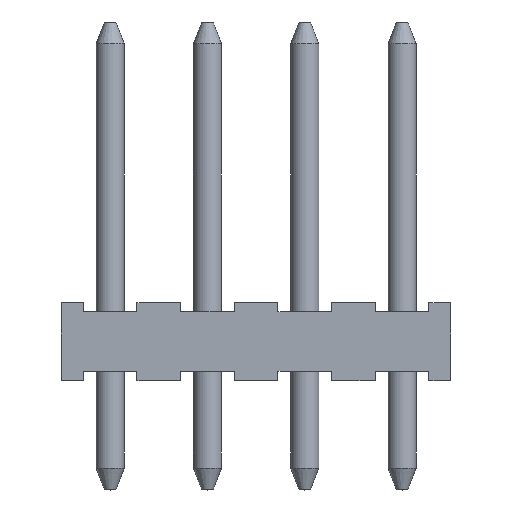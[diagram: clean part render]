
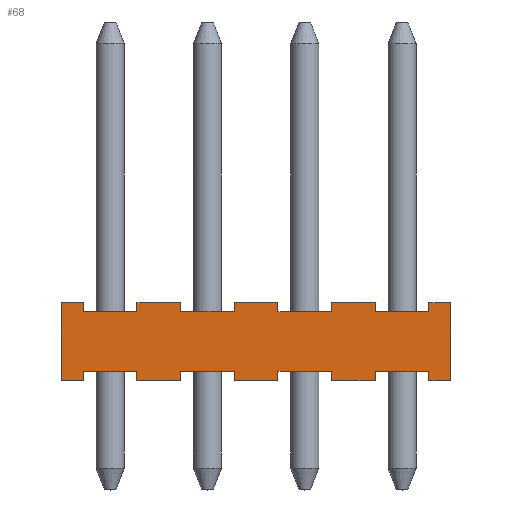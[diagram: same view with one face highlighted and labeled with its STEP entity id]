
A CAD part, top view. The second image highlights one B-rep face of the part: STEP entity #68.
In plain terms, the highlighted planar face has unit normal (0, 0, 1).
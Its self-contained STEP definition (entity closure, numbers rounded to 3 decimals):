
#68=ADVANCED_FACE('',(#235),#236,.T.);
#235=FACE_OUTER_BOUND('',#565,.T.);
#236=PLANE('',#566);
#565=EDGE_LOOP('',(#949,#950,#951,#952,#953,#954,#955,#956,#957,#958,#959,#960,#961,#962,#963,#964,#965,#966,#967,#968,#969,#970,#971,#972,#973,#974,#975,#976,#977,#978,#979,#980,#981,#982,#983,#984));
#566=AXIS2_PLACEMENT_3D('',#985,#986,#987);
#949=ORIENTED_EDGE('',*,*,#2098,.F.);
#950=ORIENTED_EDGE('',*,*,#2109,.F.);
#951=ORIENTED_EDGE('',*,*,#2110,.T.);
#952=ORIENTED_EDGE('',*,*,#2111,.T.);
#953=ORIENTED_EDGE('',*,*,#2112,.F.);
#954=ORIENTED_EDGE('',*,*,#2113,.F.);
#955=ORIENTED_EDGE('',*,*,#2114,.T.);
#956=ORIENTED_EDGE('',*,*,#2115,.T.);
#957=ORIENTED_EDGE('',*,*,#2116,.F.);
#958=ORIENTED_EDGE('',*,*,#2117,.F.);
#959=ORIENTED_EDGE('',*,*,#2118,.T.);
#960=ORIENTED_EDGE('',*,*,#2119,.T.);
#961=ORIENTED_EDGE('',*,*,#2120,.F.);
#962=ORIENTED_EDGE('',*,*,#2121,.F.);
#963=ORIENTED_EDGE('',*,*,#2122,.T.);
#964=ORIENTED_EDGE('',*,*,#2123,.T.);
#965=ORIENTED_EDGE('',*,*,#2124,.T.);
#966=ORIENTED_EDGE('',*,*,#2125,.T.);
#967=ORIENTED_EDGE('',*,*,#2126,.F.);
#968=ORIENTED_EDGE('',*,*,#2127,.F.);
#969=ORIENTED_EDGE('',*,*,#2128,.T.);
#970=ORIENTED_EDGE('',*,*,#2129,.T.);
#971=ORIENTED_EDGE('',*,*,#2130,.F.);
#972=ORIENTED_EDGE('',*,*,#2131,.F.);
#973=ORIENTED_EDGE('',*,*,#2132,.T.);
#974=ORIENTED_EDGE('',*,*,#2133,.T.);
#975=ORIENTED_EDGE('',*,*,#2134,.F.);
#976=ORIENTED_EDGE('',*,*,#2135,.F.);
#977=ORIENTED_EDGE('',*,*,#2136,.T.);
#978=ORIENTED_EDGE('',*,*,#2137,.T.);
#979=ORIENTED_EDGE('',*,*,#2138,.F.);
#980=ORIENTED_EDGE('',*,*,#2139,.F.);
#981=ORIENTED_EDGE('',*,*,#2140,.T.);
#982=ORIENTED_EDGE('',*,*,#2141,.T.);
#983=ORIENTED_EDGE('',*,*,#2142,.T.);
#984=ORIENTED_EDGE('',*,*,#2094,.T.);
#985=CARTESIAN_POINT('',(0.0,0.0,3.45));
#986=DIRECTION('',(0.0,0.0,1.0));
#987=DIRECTION('',(1.0,0.0,0.0));
#2094=EDGE_CURVE('',#2514,#2515,#2516,.T.);
#2098=EDGE_CURVE('',#2519,#2515,#2521,.T.);
#2109=EDGE_CURVE('',#2542,#2519,#2543,.T.);
#2110=EDGE_CURVE('',#2542,#2544,#2545,.T.);
#2111=EDGE_CURVE('',#2544,#2546,#2547,.T.);
#2112=EDGE_CURVE('',#2548,#2546,#2549,.T.);
#2113=EDGE_CURVE('',#2550,#2548,#2551,.T.);
#2114=EDGE_CURVE('',#2550,#2552,#2553,.T.);
#2115=EDGE_CURVE('',#2552,#2554,#2555,.T.);
#2116=EDGE_CURVE('',#2556,#2554,#2557,.T.);
#2117=EDGE_CURVE('',#2558,#2556,#2559,.T.);
#2118=EDGE_CURVE('',#2558,#2560,#2561,.T.);
#2119=EDGE_CURVE('',#2560,#2562,#2563,.T.);
#2120=EDGE_CURVE('',#2564,#2562,#2565,.T.);
#2121=EDGE_CURVE('',#2566,#2564,#2567,.T.);
#2122=EDGE_CURVE('',#2566,#2568,#2569,.T.);
#2123=EDGE_CURVE('',#2568,#2570,#2571,.T.);
#2124=EDGE_CURVE('',#2570,#2572,#2573,.T.);
#2125=EDGE_CURVE('',#2572,#2574,#2575,.T.);
#2126=EDGE_CURVE('',#2576,#2574,#2577,.T.);
#2127=EDGE_CURVE('',#2578,#2576,#2579,.T.);
#2128=EDGE_CURVE('',#2578,#2580,#2581,.T.);
#2129=EDGE_CURVE('',#2580,#2582,#2583,.T.);
#2130=EDGE_CURVE('',#2584,#2582,#2585,.T.);
#2131=EDGE_CURVE('',#2586,#2584,#2587,.T.);
#2132=EDGE_CURVE('',#2586,#2588,#2589,.T.);
#2133=EDGE_CURVE('',#2588,#2590,#2591,.T.);
#2134=EDGE_CURVE('',#2592,#2590,#2593,.T.);
#2135=EDGE_CURVE('',#2594,#2592,#2595,.T.);
#2136=EDGE_CURVE('',#2594,#2596,#2597,.T.);
#2137=EDGE_CURVE('',#2596,#2598,#2599,.T.);
#2138=EDGE_CURVE('',#2600,#2598,#2601,.T.);
#2139=EDGE_CURVE('',#2602,#2600,#2603,.T.);
#2140=EDGE_CURVE('',#2602,#2604,#2605,.T.);
#2141=EDGE_CURVE('',#2604,#2606,#2607,.T.);
#2142=EDGE_CURVE('',#2606,#2514,#2608,.T.);
#2514=VERTEX_POINT('',#3138);
#2515=VERTEX_POINT('',#3139);
#2516=LINE('',#3140,#3141);
#2519=VERTEX_POINT('',#3146);
#2521=LINE('',#3149,#3150);
#2542=VERTEX_POINT('',#3179);
#2543=LINE('',#3180,#3181);
#2544=VERTEX_POINT('',#3182);
#2545=LINE('',#3183,#3184);
#2546=VERTEX_POINT('',#3185);
#2547=LINE('',#3186,#3187);
#2548=VERTEX_POINT('',#3188);
#2549=LINE('',#3189,#3190);
#2550=VERTEX_POINT('',#3191);
#2551=LINE('',#3192,#3193);
#2552=VERTEX_POINT('',#3194);
#2553=LINE('',#3195,#3196);
#2554=VERTEX_POINT('',#3197);
#2555=LINE('',#3198,#3199);
#2556=VERTEX_POINT('',#3200);
#2557=LINE('',#3201,#3202);
#2558=VERTEX_POINT('',#3203);
#2559=LINE('',#3204,#3205);
#2560=VERTEX_POINT('',#3206);
#2561=LINE('',#3207,#3208);
#2562=VERTEX_POINT('',#3209);
#2563=LINE('',#3210,#3211);
#2564=VERTEX_POINT('',#3212);
#2565=LINE('',#3213,#3214);
#2566=VERTEX_POINT('',#3215);
#2567=LINE('',#3216,#3217);
#2568=VERTEX_POINT('',#3218);
#2569=LINE('',#3219,#3220);
#2570=VERTEX_POINT('',#3221);
#2571=LINE('',#3222,#3223);
#2572=VERTEX_POINT('',#3224);
#2573=LINE('',#3225,#3226);
#2574=VERTEX_POINT('',#3227);
#2575=LINE('',#3228,#3229);
#2576=VERTEX_POINT('',#3230);
#2577=LINE('',#3231,#3232);
#2578=VERTEX_POINT('',#3233);
#2579=LINE('',#3234,#3235);
#2580=VERTEX_POINT('',#3236);
#2581=LINE('',#3237,#3238);
#2582=VERTEX_POINT('',#3239);
#2583=LINE('',#3240,#3241);
#2584=VERTEX_POINT('',#3242);
#2585=LINE('',#3243,#3244);
#2586=VERTEX_POINT('',#3245);
#2587=LINE('',#3246,#3247);
#2588=VERTEX_POINT('',#3248);
#2589=LINE('',#3249,#3250);
#2590=VERTEX_POINT('',#3251);
#2591=LINE('',#3252,#3253);
#2592=VERTEX_POINT('',#3254);
#2593=LINE('',#3255,#3256);
#2594=VERTEX_POINT('',#3257);
#2595=LINE('',#3258,#3259);
#2596=VERTEX_POINT('',#3260);
#2597=LINE('',#3261,#3262);
#2598=VERTEX_POINT('',#3263);
#2599=LINE('',#3264,#3265);
#2600=VERTEX_POINT('',#3266);
#2601=LINE('',#3267,#3268);
#2602=VERTEX_POINT('',#3269);
#2603=LINE('',#3270,#3271);
#2604=VERTEX_POINT('',#3272);
#2605=LINE('',#3273,#3274);
#2606=VERTEX_POINT('',#3275);
#2607=LINE('',#3276,#3277);
#2608=LINE('',#3278,#3279);
#3138=CARTESIAN_POINT('',(-7.025,-1.585,3.45));
#3139=CARTESIAN_POINT('',(-7.025,-1.205,3.45));
#3140=CARTESIAN_POINT('',(-7.025,-1.585,3.45));
#3141=VECTOR('',#3962,0.38);
#3146=CARTESIAN_POINT('',(-4.845,-1.205,3.45));
#3149=CARTESIAN_POINT('',(-4.845,-1.205,3.45));
#3150=VECTOR('',#3966,2.18);
#3179=CARTESIAN_POINT('',(-4.845,-1.585,3.45));
#3180=CARTESIAN_POINT('',(-4.845,-1.585,3.45));
#3181=VECTOR('',#3981,0.38);
#3182=CARTESIAN_POINT('',(-3.065,-1.585,3.45));
#3183=CARTESIAN_POINT('',(-4.845,-1.585,3.45));
#3184=VECTOR('',#3982,1.78);
#3185=CARTESIAN_POINT('',(-3.065,-1.205,3.45));
#3186=CARTESIAN_POINT('',(-3.065,-1.585,3.45));
#3187=VECTOR('',#3983,0.38);
#3188=CARTESIAN_POINT('',(-0.885,-1.205,3.45));
#3189=CARTESIAN_POINT('',(-0.885,-1.205,3.45));
#3190=VECTOR('',#3984,2.18);
#3191=CARTESIAN_POINT('',(-0.885,-1.585,3.45));
#3192=CARTESIAN_POINT('',(-0.885,-1.585,3.45));
#3193=VECTOR('',#3985,0.38);
#3194=CARTESIAN_POINT('',(0.895,-1.585,3.45));
#3195=CARTESIAN_POINT('',(-0.885,-1.585,3.45));
#3196=VECTOR('',#3986,1.78);
#3197=CARTESIAN_POINT('',(0.895,-1.205,3.45));
#3198=CARTESIAN_POINT('',(0.895,-1.585,3.45));
#3199=VECTOR('',#3987,0.38);
#3200=CARTESIAN_POINT('',(3.075,-1.205,3.45));
#3201=CARTESIAN_POINT('',(3.075,-1.205,3.45));
#3202=VECTOR('',#3988,2.18);
#3203=CARTESIAN_POINT('',(3.075,-1.585,3.45));
#3204=CARTESIAN_POINT('',(3.075,-1.585,3.45));
#3205=VECTOR('',#3989,0.38);
#3206=CARTESIAN_POINT('',(4.855,-1.585,3.45));
#3207=CARTESIAN_POINT('',(3.075,-1.585,3.45));
#3208=VECTOR('',#3990,1.78);
#3209=CARTESIAN_POINT('',(4.855,-1.205,3.45));
#3210=CARTESIAN_POINT('',(4.855,-1.585,3.45));
#3211=VECTOR('',#3991,0.38);
#3212=CARTESIAN_POINT('',(7.035,-1.205,3.45));
#3213=CARTESIAN_POINT('',(7.035,-1.205,3.45));
#3214=VECTOR('',#3992,2.18);
#3215=CARTESIAN_POINT('',(7.035,-1.585,3.45));
#3216=CARTESIAN_POINT('',(7.035,-1.585,3.45));
#3217=VECTOR('',#3993,0.38);
#3218=CARTESIAN_POINT('',(7.925,-1.585,3.45));
#3219=CARTESIAN_POINT('',(7.035,-1.585,3.45));
#3220=VECTOR('',#3994,0.89);
#3221=CARTESIAN_POINT('',(7.925,1.585,3.45));
#3222=CARTESIAN_POINT('',(7.925,-1.585,3.45));
#3223=VECTOR('',#3995,3.17);
#3224=CARTESIAN_POINT('',(7.035,1.585,3.45));
#3225=CARTESIAN_POINT('',(7.925,1.585,3.45));
#3226=VECTOR('',#3996,0.89);
#3227=CARTESIAN_POINT('',(7.035,1.205,3.45));
#3228=CARTESIAN_POINT('',(7.035,1.585,3.45));
#3229=VECTOR('',#3997,0.38);
#3230=CARTESIAN_POINT('',(4.855,1.205,3.45));
#3231=CARTESIAN_POINT('',(4.855,1.205,3.45));
#3232=VECTOR('',#3998,2.18);
#3233=CARTESIAN_POINT('',(4.855,1.585,3.45));
#3234=CARTESIAN_POINT('',(4.855,1.585,3.45));
#3235=VECTOR('',#3999,0.38);
#3236=CARTESIAN_POINT('',(3.075,1.585,3.45));
#3237=CARTESIAN_POINT('',(4.855,1.585,3.45));
#3238=VECTOR('',#4000,1.78);
#3239=CARTESIAN_POINT('',(3.075,1.205,3.45));
#3240=CARTESIAN_POINT('',(3.075,1.585,3.45));
#3241=VECTOR('',#4001,0.38);
#3242=CARTESIAN_POINT('',(0.895,1.205,3.45));
#3243=CARTESIAN_POINT('',(0.895,1.205,3.45));
#3244=VECTOR('',#4002,2.18);
#3245=CARTESIAN_POINT('',(0.895,1.585,3.45));
#3246=CARTESIAN_POINT('',(0.895,1.585,3.45));
#3247=VECTOR('',#4003,0.38);
#3248=CARTESIAN_POINT('',(-0.885,1.585,3.45));
#3249=CARTESIAN_POINT('',(0.895,1.585,3.45));
#3250=VECTOR('',#4004,1.78);
#3251=CARTESIAN_POINT('',(-0.885,1.205,3.45));
#3252=CARTESIAN_POINT('',(-0.885,1.585,3.45));
#3253=VECTOR('',#4005,0.38);
#3254=CARTESIAN_POINT('',(-3.065,1.205,3.45));
#3255=CARTESIAN_POINT('',(-3.065,1.205,3.45));
#3256=VECTOR('',#4006,2.18);
#3257=CARTESIAN_POINT('',(-3.065,1.585,3.45));
#3258=CARTESIAN_POINT('',(-3.065,1.585,3.45));
#3259=VECTOR('',#4007,0.38);
#3260=CARTESIAN_POINT('',(-4.845,1.585,3.45));
#3261=CARTESIAN_POINT('',(-3.065,1.585,3.45));
#3262=VECTOR('',#4008,1.78);
#3263=CARTESIAN_POINT('',(-4.845,1.205,3.45));
#3264=CARTESIAN_POINT('',(-4.845,1.585,3.45));
#3265=VECTOR('',#4009,0.38);
#3266=CARTESIAN_POINT('',(-7.025,1.205,3.45));
#3267=CARTESIAN_POINT('',(-7.025,1.205,3.45));
#3268=VECTOR('',#4010,2.18);
#3269=CARTESIAN_POINT('',(-7.025,1.585,3.45));
#3270=CARTESIAN_POINT('',(-7.025,1.585,3.45));
#3271=VECTOR('',#4011,0.38);
#3272=CARTESIAN_POINT('',(-7.925,1.585,3.45));
#3273=CARTESIAN_POINT('',(-7.025,1.585,3.45));
#3274=VECTOR('',#4012,0.9);
#3275=CARTESIAN_POINT('',(-7.925,-1.585,3.45));
#3276=CARTESIAN_POINT('',(-7.925,1.585,3.45));
#3277=VECTOR('',#4013,3.17);
#3278=CARTESIAN_POINT('',(-7.925,-1.585,3.45));
#3279=VECTOR('',#4014,0.9);
#3962=DIRECTION('',(0.0,1.0,0.0));
#3966=DIRECTION('',(-1.0,0.0,0.0));
#3981=DIRECTION('',(0.0,1.0,0.0));
#3982=DIRECTION('',(1.0,0.0,0.0));
#3983=DIRECTION('',(0.0,1.0,0.0));
#3984=DIRECTION('',(-1.0,0.0,0.0));
#3985=DIRECTION('',(0.0,1.0,0.0));
#3986=DIRECTION('',(1.0,0.0,0.0));
#3987=DIRECTION('',(0.0,1.0,0.0));
#3988=DIRECTION('',(-1.0,0.0,0.0));
#3989=DIRECTION('',(0.0,1.0,0.0));
#3990=DIRECTION('',(1.0,0.0,0.0));
#3991=DIRECTION('',(0.0,1.0,0.0));
#3992=DIRECTION('',(-1.0,0.0,0.0));
#3993=DIRECTION('',(0.0,1.0,0.0));
#3994=DIRECTION('',(1.0,0.0,0.0));
#3995=DIRECTION('',(0.0,1.0,0.0));
#3996=DIRECTION('',(-1.0,0.0,0.0));
#3997=DIRECTION('',(0.0,-1.0,0.0));
#3998=DIRECTION('',(1.0,0.0,0.0));
#3999=DIRECTION('',(0.0,-1.0,0.0));
#4000=DIRECTION('',(-1.0,0.0,0.0));
#4001=DIRECTION('',(0.0,-1.0,0.0));
#4002=DIRECTION('',(1.0,0.0,0.0));
#4003=DIRECTION('',(0.0,-1.0,0.0));
#4004=DIRECTION('',(-1.0,0.0,0.0));
#4005=DIRECTION('',(0.0,-1.0,0.0));
#4006=DIRECTION('',(1.0,0.0,0.0));
#4007=DIRECTION('',(0.0,-1.0,0.0));
#4008=DIRECTION('',(-1.0,0.0,0.0));
#4009=DIRECTION('',(0.0,-1.0,0.0));
#4010=DIRECTION('',(1.0,0.0,0.0));
#4011=DIRECTION('',(0.0,-1.0,0.0));
#4012=DIRECTION('',(-1.0,0.0,0.0));
#4013=DIRECTION('',(0.0,-1.0,0.0));
#4014=DIRECTION('',(1.0,0.0,0.0));
